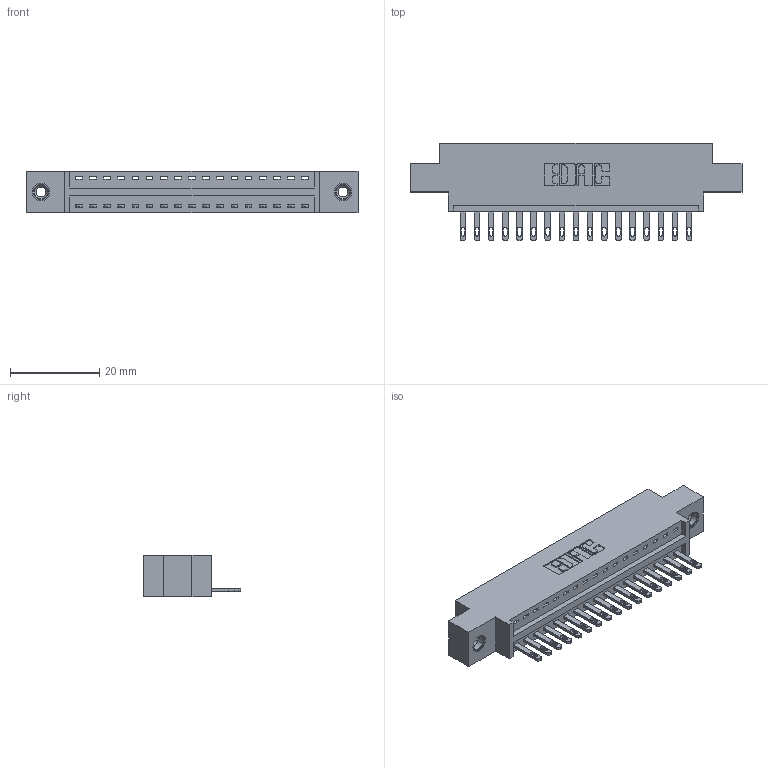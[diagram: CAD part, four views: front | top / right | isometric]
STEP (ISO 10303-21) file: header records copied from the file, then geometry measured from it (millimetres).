
FILE_DESCRIPTION (( 'STEP AP203' ), '1' );
FILE_NAME ('896-017-500-608.STEP', '2021-07-27T15:57:17', ( '' ), ( '' ), 'SwSTEP 2.0', 'SolidWorks 2020', '' );
FILE_SCHEMA (( 'CONFIG_CONTROL_DESIGN' ));
Length unit declared in the file: inch
Products named in the file (4): 345-250-001_345-250-003-102; 345-292-001_345-293-100; 846 Part_0.170 Offset - 0.156 Dia-TI; 896-017-500-608
Assembly tree (20 placements, depth 2):
  896-017-500-608
    846 Part_0.170 Offset - 0.156 Dia-TI
    345-292-001_345-293-100  x17
    345-250-001_345-250-003-102  x2
Bounding box: 74.55 x 21.84 x 9.4 mm (x, y, z)
Volume: 6813.1 mm3; surface area: 8467.5 mm2
Topology: 20 solids, 20 shells, 1104 faces, 3333 edges, 2214 vertices
Faces by surface type: plane 690, cylinder 398, cone 12, torus 4
Entity records: 15164 total; most frequent: CARTESIAN_POINT 2590, ORIENTED_EDGE 2534, DIRECTION 2343, EDGE_CURVE 1267, LINE 1043, VECTOR 1043, VERTEX_POINT 840, AXIS2_PLACEMENT_3D 650
